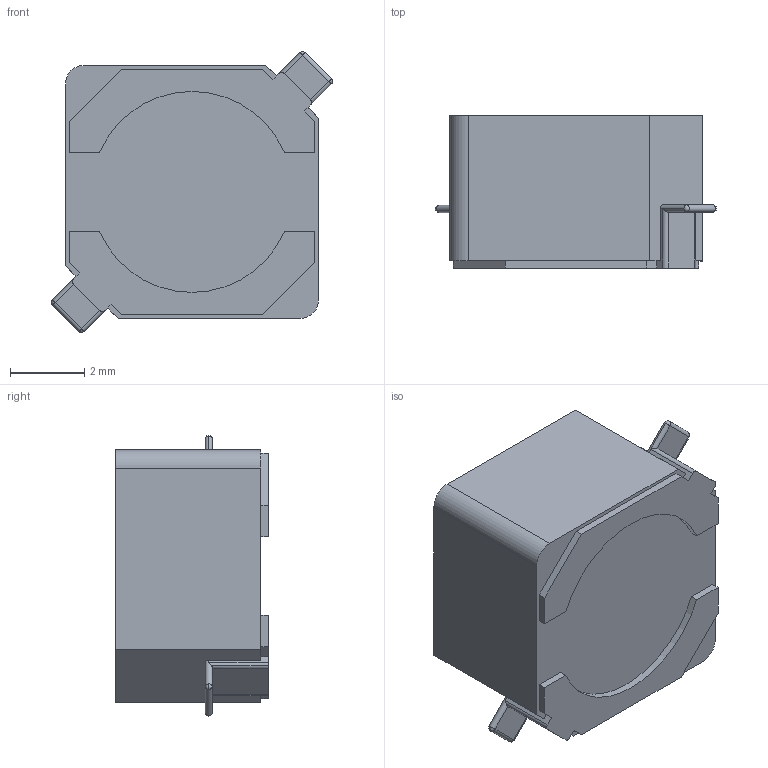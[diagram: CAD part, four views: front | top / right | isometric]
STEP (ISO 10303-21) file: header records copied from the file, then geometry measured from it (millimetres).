
FILE_DESCRIPTION (( 'STEP AP214' ), '1' );
FILE_NAME ('Coilcraft-MSS7341.STEP', '2018-12-15T13:28:14', ( '' ), ( '' ), 'SwSTEP 2.0', 'SolidWorks 2018', '' );
FILE_SCHEMA (( 'AUTOMOTIVE_DESIGN' ));
Length unit declared in the file: millimetre
Products named in the file (1): Coilcraft-MSS7341
Bounding box: 7.56 x 4.1 x 7.56 mm (x, y, z)
Volume: 176 mm3; surface area: 241.9 mm2
Topology: 1 solids, 1 shells, 107 faces, 288 edges, 185 vertices
Faces by surface type: plane 77, cylinder 23, bspline 7
Entity records: 4582 total; most frequent: CARTESIAN_POINT 712, ORIENTED_EDGE 568, DIRECTION 528, EDGE_CURVE 284, VECTOR 230, LINE 230, VERTEX_POINT 185, AXIS2_PLACEMENT_3D 149
